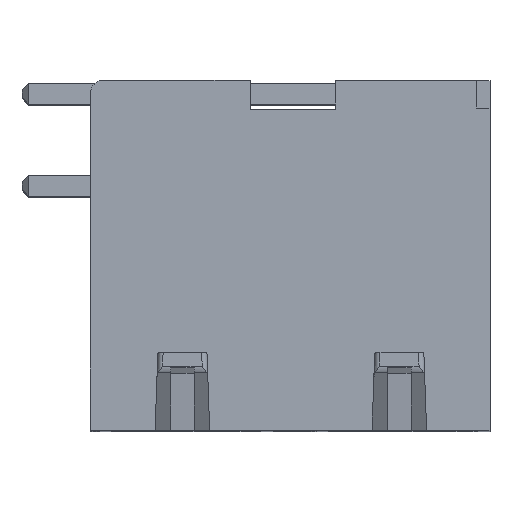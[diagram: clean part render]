
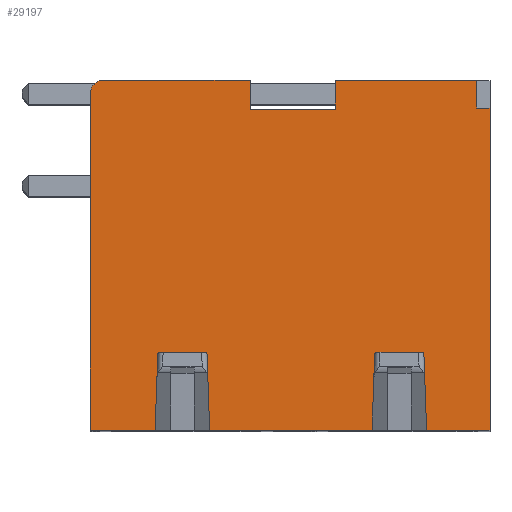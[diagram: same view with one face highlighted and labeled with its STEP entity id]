
A CAD part, top view. The second image highlights one B-rep face of the part: STEP entity #29197.
In plain terms, the highlighted planar face has unit normal (0, 0, 1).
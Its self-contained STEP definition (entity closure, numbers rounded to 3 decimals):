
#7441=DIRECTION('',(-1.,0.,0.));
#7442=VECTOR('',#7441,5.39);
#7443=CARTESIAN_POINT('',(11.703,13.3,33.7));
#7444=LINE('',#7443,#7442);
#7549=DIRECTION('',(0.,-1.,0.));
#7550=VECTOR('',#7549,1.092);
#7551=CARTESIAN_POINT('',(6.313,13.3,33.7));
#7552=LINE('',#7551,#7550);
#7629=DIRECTION('',(0.,1.,0.));
#7630=VECTOR('',#7629,1.092);
#7631=CARTESIAN_POINT('',(3.074,12.208,33.7));
#7632=LINE('',#7631,#7630);
#7893=DIRECTION('',(-1.,0.,0.));
#7894=VECTOR('',#7893,5.716);
#7895=CARTESIAN_POINT('',(3.074,13.3,33.7));
#7896=LINE('',#7895,#7894);
#8113=DIRECTION('',(0.,-1.,0.));
#8114=VECTOR('',#8113,0.02);
#8115=CARTESIAN_POINT('',(-2.641,13.3,33.7));
#8116=LINE('',#8115,#8114);
#9927=DIRECTION('',(-1.,0.,0.));
#9928=VECTOR('',#9927,3.238);
#9929=CARTESIAN_POINT('',(6.313,12.208,33.7));
#9930=LINE('',#9929,#9928);
#9931=DIRECTION('',(-0.035,-0.999,0.));
#9932=VECTOR('',#9931,2.716);
#9933=CARTESIAN_POINT('',(-0.443,2.714,33.7));
#9934=LINE('',#9933,#9932);
#9935=DIRECTION('',(-1.,0.,0.));
#9936=VECTOR('',#9935,2.463);
#9937=CARTESIAN_POINT('',(-0.537,0.,33.7));
#9938=LINE('',#9937,#9936);
#9939=DIRECTION('',(0.,1.,0.));
#9940=VECTOR('',#9939,12.8);
#9941=CARTESIAN_POINT('',(-3.,0.,33.7));
#9942=LINE('',#9941,#9940);
#9943=CARTESIAN_POINT('',(-2.5,12.8,33.7));
#9944=DIRECTION('',(0.,0.,-1.));
#9945=DIRECTION('',(-1.,0.,0.));
#9946=AXIS2_PLACEMENT_3D('',#9943,#9944,#9945);
#9948=DIRECTION('',(0.,-1.,0.));
#9949=VECTOR('',#9948,12.25);
#9950=CARTESIAN_POINT('',(12.2,12.25,33.7));
#9951=LINE('',#9950,#9949);
#9952=DIRECTION('',(-1.,0.,0.));
#9953=VECTOR('',#9952,2.413);
#9954=CARTESIAN_POINT('',(12.2,0.,33.7));
#9955=LINE('',#9954,#9953);
#9956=DIRECTION('',(-0.035,0.999,0.));
#9957=VECTOR('',#9956,2.716);
#9958=CARTESIAN_POINT('',(9.787,0.,33.7));
#9959=LINE('',#9958,#9957);
#9960=DIRECTION('',(-0.035,-0.999,0.));
#9961=VECTOR('',#9960,2.716);
#9962=CARTESIAN_POINT('',(7.807,2.714,33.7));
#9963=LINE('',#9962,#9961);
#9964=DIRECTION('',(-1.,0.,0.));
#9965=VECTOR('',#9964,6.175);
#9966=CARTESIAN_POINT('',(7.713,0.,33.7));
#9967=LINE('',#9966,#9965);
#9968=DIRECTION('',(-0.035,0.999,0.));
#9969=VECTOR('',#9968,2.716);
#9970=CARTESIAN_POINT('',(1.537,0.,33.7));
#9971=LINE('',#9970,#9969);
#9996=DIRECTION('',(1.,0.,0.));
#9997=VECTOR('',#9996,1.885);
#9998=CARTESIAN_POINT('',(-0.443,2.714,33.7));
#9999=LINE('',#9998,#9997);
#10153=DIRECTION('',(0.,1.,0.));
#10154=VECTOR('',#10153,1.05);
#10155=CARTESIAN_POINT('',(11.703,12.25,33.7));
#10156=LINE('',#10155,#10154);
#10169=DIRECTION('',(-1.,0.,0.));
#10170=VECTOR('',#10169,0.497);
#10171=CARTESIAN_POINT('',(12.2,12.25,33.7));
#10172=LINE('',#10171,#10170);
#10189=DIRECTION('',(1.,0.,0.));
#10190=VECTOR('',#10189,1.885);
#10191=CARTESIAN_POINT('',(7.807,2.714,33.7));
#10192=LINE('',#10191,#10190);
#11041=CARTESIAN_POINT('',(-3.,0.,33.7));
#11042=VERTEX_POINT('',#11041);
#11043=CARTESIAN_POINT('',(-0.537,0.,33.7));
#11044=VERTEX_POINT('',#11043);
#11049=CARTESIAN_POINT('',(1.537,0.,33.7));
#11050=VERTEX_POINT('',#11049);
#11051=CARTESIAN_POINT('',(7.713,0.,33.7));
#11052=VERTEX_POINT('',#11051);
#11057=CARTESIAN_POINT('',(9.787,0.,33.7));
#11058=VERTEX_POINT('',#11057);
#11059=CARTESIAN_POINT('',(12.2,0.,33.7));
#11060=VERTEX_POINT('',#11059);
#11141=CARTESIAN_POINT('',(12.2,12.25,33.7));
#11142=VERTEX_POINT('',#11141);
#11149=CARTESIAN_POINT('',(11.703,13.3,33.7));
#11150=VERTEX_POINT('',#11149);
#11151=CARTESIAN_POINT('',(6.313,13.3,33.7));
#11152=VERTEX_POINT('',#11151);
#11153=CARTESIAN_POINT('',(6.313,12.208,33.7));
#11154=VERTEX_POINT('',#11153);
#11163=CARTESIAN_POINT('',(3.074,12.208,33.7));
#11164=CARTESIAN_POINT('',(3.074,13.3,33.7));
#11165=VERTEX_POINT('',#11163);
#11166=VERTEX_POINT('',#11164);
#11175=CARTESIAN_POINT('',(-2.641,13.3,33.7));
#11176=VERTEX_POINT('',#11175);
#11177=CARTESIAN_POINT('',(-2.641,13.28,33.7));
#11178=VERTEX_POINT('',#11177);
#11207=CARTESIAN_POINT('',(-0.443,2.714,33.7));
#11208=VERTEX_POINT('',#11207);
#11209=CARTESIAN_POINT('',(-3.,12.8,33.7));
#11210=VERTEX_POINT('',#11209);
#11211=CARTESIAN_POINT('',(11.703,12.25,33.7));
#11212=VERTEX_POINT('',#11211);
#11213=CARTESIAN_POINT('',(9.693,2.714,33.7));
#11214=VERTEX_POINT('',#11213);
#11215=CARTESIAN_POINT('',(7.807,2.714,33.7));
#11216=VERTEX_POINT('',#11215);
#11217=CARTESIAN_POINT('',(1.443,2.714,33.7));
#11218=VERTEX_POINT('',#11217);
#29160=CARTESIAN_POINT('',(0.,0.,33.7));
#29161=DIRECTION('',(0.,0.,1.));
#29162=DIRECTION('',(1.,0.,0.));
#29163=AXIS2_PLACEMENT_3D('',#29160,#29161,#29162);
#29164=PLANE('',#29163);
#29166=ORIENTED_EDGE('',*,*,#29165,.T.);
#29167=ORIENTED_EDGE('',*,*,#14559,.T.);
#29169=ORIENTED_EDGE('',*,*,#29168,.T.);
#29171=ORIENTED_EDGE('',*,*,#29170,.T.);
#29172=ORIENTED_EDGE('',*,*,#25962,.F.);
#29173=ORIENTED_EDGE('',*,*,#25932,.F.);
#29174=ORIENTED_EDGE('',*,*,#25415,.F.);
#29175=ORIENTED_EDGE('',*,*,#29155,.F.);
#29176=ORIENTED_EDGE('',*,*,#25253,.F.);
#29177=ORIENTED_EDGE('',*,*,#25238,.F.);
#29179=ORIENTED_EDGE('',*,*,#29178,.F.);
#29181=ORIENTED_EDGE('',*,*,#29180,.F.);
#29182=ORIENTED_EDGE('',*,*,#25106,.T.);
#29183=ORIENTED_EDGE('',*,*,#14575,.T.);
#29185=ORIENTED_EDGE('',*,*,#29184,.T.);
#29187=ORIENTED_EDGE('',*,*,#29186,.F.);
#29189=ORIENTED_EDGE('',*,*,#29188,.T.);
#29190=ORIENTED_EDGE('',*,*,#14567,.T.);
#29192=ORIENTED_EDGE('',*,*,#29191,.T.);
#29194=ORIENTED_EDGE('',*,*,#29193,.F.);
#29195=EDGE_LOOP('',(#29166,#29167,#29169,#29171,#29172,#29173,#29174,#29175,
#29176,#29177,#29179,#29181,#29182,#29183,#29185,#29187,#29189,#29190,#29192,
#29194));
#29196=FACE_OUTER_BOUND('',#29195,.F.);
#29197=ADVANCED_FACE('',(#29196),#29164,.T.);
#9947=CIRCLE('',#9946,0.5);
#14559=EDGE_CURVE('',#11044,#11042,#9938,.T.);
#14567=EDGE_CURVE('',#11052,#11050,#9967,.T.);
#14575=EDGE_CURVE('',#11060,#11058,#9955,.T.);
#25106=EDGE_CURVE('',#11142,#11060,#9951,.T.);
#25238=EDGE_CURVE('',#11150,#11152,#7444,.T.);
#25253=EDGE_CURVE('',#11152,#11154,#7552,.T.);
#25415=EDGE_CURVE('',#11165,#11166,#7632,.T.);
#25932=EDGE_CURVE('',#11166,#11176,#7896,.T.);
#25962=EDGE_CURVE('',#11176,#11178,#8116,.T.);
#29155=EDGE_CURVE('',#11154,#11165,#9930,.T.);
#29165=EDGE_CURVE('',#11208,#11044,#9934,.T.);
#29168=EDGE_CURVE('',#11042,#11210,#9942,.T.);
#29170=EDGE_CURVE('',#11210,#11178,#9947,.T.);
#29178=EDGE_CURVE('',#11212,#11150,#10156,.T.);
#29180=EDGE_CURVE('',#11142,#11212,#10172,.T.);
#29184=EDGE_CURVE('',#11058,#11214,#9959,.T.);
#29186=EDGE_CURVE('',#11216,#11214,#10192,.T.);
#29188=EDGE_CURVE('',#11216,#11052,#9963,.T.);
#29191=EDGE_CURVE('',#11050,#11218,#9971,.T.);
#29193=EDGE_CURVE('',#11208,#11218,#9999,.T.);
